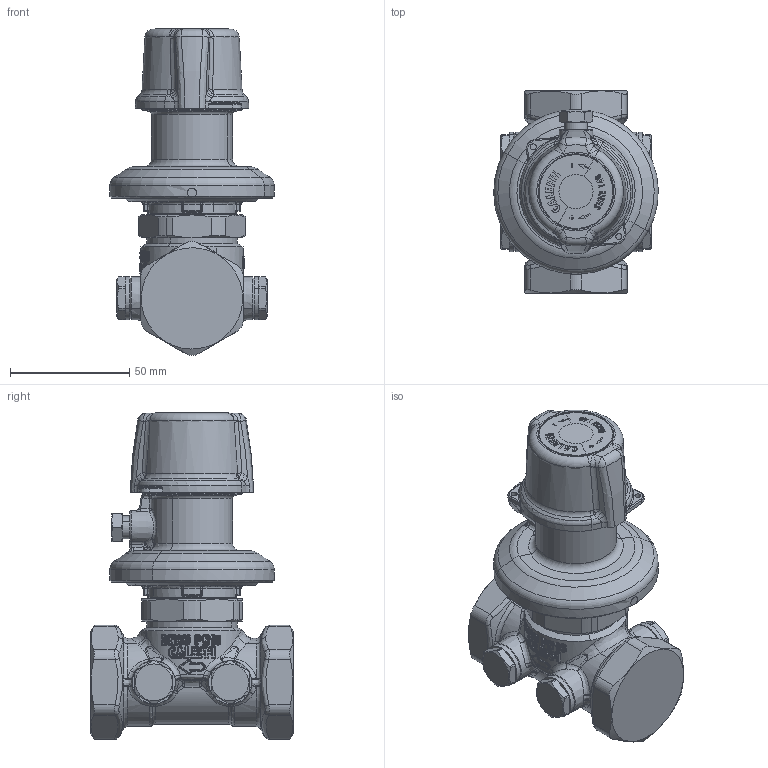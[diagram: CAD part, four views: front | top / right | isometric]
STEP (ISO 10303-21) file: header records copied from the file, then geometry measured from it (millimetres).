
FILE_DESCRIPTION(('CATIA V5 STEP Exchange','CAx-IF Rec.Pracs.--- Model Styling and Organization---1.5--- 2016-08-15','CAx-IF Rec.Pracs.---Supplemental Geometry---1.0---2011-11-01','CAx-IF Rec.Pracs.--- Composite Materials ---3.4---2017-06-13','CAx-IF Rec.Pracs.---Tessellated 3D Geometry---1.0---2015-12-17'),'2;1');
FILE_NAME('STEP_140462_-_TST.stp','2023-01-27T14:20:20+00:00',('none'),('none'),'CATIA Version 5-6 Release 2020 SP5','CATIA V5 STEP AP242 v2','none');
FILE_SCHEMA(('AP242_MANAGED_MODEL_BASED_3D_ENGINEERING_MIM_LF {1 0 10303 442 1 1 4}'));
Products named in the file (1): 140462 - TST
Bounding box: 68.99 x 85 x 137.08 mm (x, y, z)
Volume: 274993.1 mm3; surface area: 38200.7 mm2
Topology: 1 solids, 1 shells, 2096 faces, 4983 edges, 2740 vertices
Faces by surface type: bspline 1131, plane 311, cylinder 260, sphere 166, cone 106, torus 80, extrusion 37, revolution 5
Entity records: 118678 total; most frequent: CARTESIAN_POINT 81750, ORIENTED_EDGE 9568, EDGE_CURVE 4784, B_SPLINE_CURVE_WITH_KNOTS 3438, DIRECTION 2844, VERTEX_POINT 2740, EDGE_LOOP 2150, ADVANCED_FACE 2096
